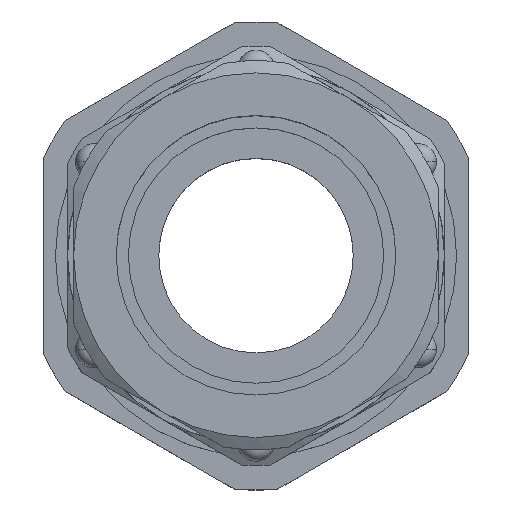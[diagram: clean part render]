
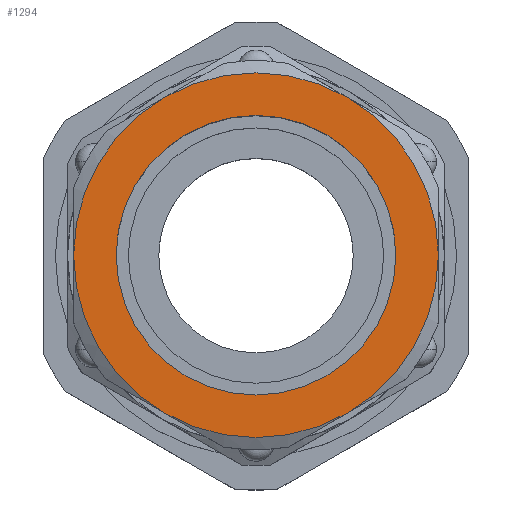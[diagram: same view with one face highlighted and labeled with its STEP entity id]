
A CAD part, top view. The second image highlights one B-rep face of the part: STEP entity #1294.
In plain terms, the highlighted planar face has unit normal (0, 0, 1).
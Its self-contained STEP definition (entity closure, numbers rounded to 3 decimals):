
#43 = CARTESIAN_POINT ( 'NONE',  ( 0., 0., 13.5 ) ) ;
#294 = DIRECTION ( 'NONE',  ( -1., 0., 0. ) ) ;
#478 = VERTEX_POINT ( 'NONE', #6190 ) ;
#575 = DIRECTION ( 'NONE',  ( 0., 0., 1. ) ) ;
#600 = ORIENTED_EDGE ( 'NONE', *, *, #2302, .F. ) ;
#637 = ORIENTED_EDGE ( 'NONE', *, *, #3718, .F. ) ;
#640 = AXIS2_PLACEMENT_3D ( 'NONE', #2376, #2349, #2330 ) ;
#644 = DIRECTION ( 'NONE',  ( -1., 0., 0. ) ) ;
#667 = DIRECTION ( 'NONE',  ( -1., 0., 0. ) ) ;
#804 = VERTEX_POINT ( 'NONE', #3440 ) ;
#860 = EDGE_CURVE ( 'NONE', #5071, #1816, #1601, .T. ) ;
#1120 = EDGE_CURVE ( 'NONE', #478, #4450, #1860, .T. ) ;
#1247 = VERTEX_POINT ( 'NONE', #3092 ) ;
#1288 = EDGE_CURVE ( 'NONE', #1247, #478, #2139, .T. ) ;
#1294 = ADVANCED_FACE ( 'NONE', ( #2116, #2142 ), #2932, .F. ) ;
#1601 = CIRCLE ( 'NONE', #640, 15. ) ;
#1784 = AXIS2_PLACEMENT_3D ( 'NONE', #3289, #7072, #3822 ) ;
#1816 = VERTEX_POINT ( 'NONE', #5004 ) ;
#1860 = CIRCLE ( 'NONE', #7196, 15. ) ;
#1871 = CARTESIAN_POINT ( 'NONE',  ( -15., 0., 13.5 ) ) ;
#2071 = EDGE_CURVE ( 'NONE', #804, #5005, #2989, .T. ) ;
#2116 = FACE_BOUND ( 'NONE', #2625, .T. ) ;
#2139 = CIRCLE ( 'NONE', #3109, 15. ) ;
#2142 = FACE_OUTER_BOUND ( 'NONE', #2275, .T. ) ;
#2217 = ORIENTED_EDGE ( 'NONE', *, *, #4929, .F. ) ;
#2275 = EDGE_LOOP ( 'NONE', ( #6564, #637, #3434, #6719, #4663, #600 ) ) ;
#2302 = EDGE_CURVE ( 'NONE', #1816, #5285, #3189, .T. ) ;
#2330 = DIRECTION ( 'NONE',  ( -1., 0., 0. ) ) ;
#2349 = DIRECTION ( 'NONE',  ( 0., 0., -1. ) ) ;
#2376 = CARTESIAN_POINT ( 'NONE',  ( 0., 0., 13.5 ) ) ;
#2379 = CIRCLE ( 'NONE', #1784, 15. ) ;
#2625 = EDGE_LOOP ( 'NONE', ( #2217, #6628 ) ) ;
#2783 = CARTESIAN_POINT ( 'NONE',  ( -7.5, -12.99, 13.5 ) ) ;
#2852 = CARTESIAN_POINT ( 'NONE',  ( 0., 0., 13.5 ) ) ;
#2932 = PLANE ( 'NONE',  #4339 ) ;
#2972 = CARTESIAN_POINT ( 'NONE',  ( 11.5, 0., 13.5 ) ) ;
#2989 = CIRCLE ( 'NONE', #5429, 11.5 ) ;
#3044 = DIRECTION ( 'NONE',  ( 0., 0., -1. ) ) ;
#3092 = CARTESIAN_POINT ( 'NONE',  ( 15., 0., 13.5 ) ) ;
#3109 = AXIS2_PLACEMENT_3D ( 'NONE', #6805, #3044, #667 ) ;
#3157 = AXIS2_PLACEMENT_3D ( 'NONE', #43, #4029, #644 ) ;
#3189 = CIRCLE ( 'NONE', #3157, 15. ) ;
#3289 = CARTESIAN_POINT ( 'NONE',  ( 0., 0., 13.5 ) ) ;
#3317 = CARTESIAN_POINT ( 'NONE',  ( 0., 0., 13.5 ) ) ;
#3434 = ORIENTED_EDGE ( 'NONE', *, *, #1120, .F. ) ;
#3440 = CARTESIAN_POINT ( 'NONE',  ( -11.5, 0., 13.5 ) ) ;
#3705 = DIRECTION ( 'NONE',  ( 0., 0., -1. ) ) ;
#3718 = EDGE_CURVE ( 'NONE', #4450, #5071, #4620, .T. ) ;
#3822 = DIRECTION ( 'NONE',  ( -1., 0., 0. ) ) ;
#3850 = DIRECTION ( 'NONE',  ( 1., 0., 0. ) ) ;
#3915 = CARTESIAN_POINT ( 'NONE',  ( 7.5, 12.99, 13.5 ) ) ;
#3963 = CARTESIAN_POINT ( 'NONE',  ( 0., 0., 13.5 ) ) ;
#4029 = DIRECTION ( 'NONE',  ( 0., 0., -1. ) ) ;
#4339 = AXIS2_PLACEMENT_3D ( 'NONE', #5351, #5746, #6255 ) ;
#4450 = VERTEX_POINT ( 'NONE', #2783 ) ;
#4511 = DIRECTION ( 'NONE',  ( 1., 0., 0. ) ) ;
#4620 = CIRCLE ( 'NONE', #7086, 15. ) ;
#4663 = ORIENTED_EDGE ( 'NONE', *, *, #7223, .F. ) ;
#4929 = EDGE_CURVE ( 'NONE', #5005, #804, #6402, .T. ) ;
#5004 = CARTESIAN_POINT ( 'NONE',  ( -7.5, 12.99, 13.5 ) ) ;
#5005 = VERTEX_POINT ( 'NONE', #2972 ) ;
#5014 = AXIS2_PLACEMENT_3D ( 'NONE', #3963, #575, #4511 ) ;
#5071 = VERTEX_POINT ( 'NONE', #1871 ) ;
#5285 = VERTEX_POINT ( 'NONE', #3915 ) ;
#5351 = CARTESIAN_POINT ( 'NONE',  ( 0., 11.5, 13.5 ) ) ;
#5429 = AXIS2_PLACEMENT_3D ( 'NONE', #3317, #7092, #3850 ) ;
#5746 = DIRECTION ( 'NONE',  ( 0., 0., -1. ) ) ;
#5802 = DIRECTION ( 'NONE',  ( -1., 0., 0. ) ) ;
#6190 = CARTESIAN_POINT ( 'NONE',  ( 7.5, -12.99, 13.5 ) ) ;
#6255 = DIRECTION ( 'NONE',  ( -1., 0., 0. ) ) ;
#6402 = CIRCLE ( 'NONE', #5014, 11.5 ) ;
#6564 = ORIENTED_EDGE ( 'NONE', *, *, #860, .F. ) ;
#6628 = ORIENTED_EDGE ( 'NONE', *, *, #2071, .F. ) ;
#6719 = ORIENTED_EDGE ( 'NONE', *, *, #1288, .F. ) ;
#6805 = CARTESIAN_POINT ( 'NONE',  ( 0., 0., 13.5 ) ) ;
#6960 = CARTESIAN_POINT ( 'NONE',  ( 0., 0., 13.5 ) ) ;
#7072 = DIRECTION ( 'NONE',  ( 0., 0., -1. ) ) ;
#7086 = AXIS2_PLACEMENT_3D ( 'NONE', #6960, #3705, #294 ) ;
#7092 = DIRECTION ( 'NONE',  ( 0., 0., 1. ) ) ;
#7129 = DIRECTION ( 'NONE',  ( 0., 0., -1. ) ) ;
#7196 = AXIS2_PLACEMENT_3D ( 'NONE', #2852, #7129, #5802 ) ;
#7223 = EDGE_CURVE ( 'NONE', #5285, #1247, #2379, .T. ) ;
